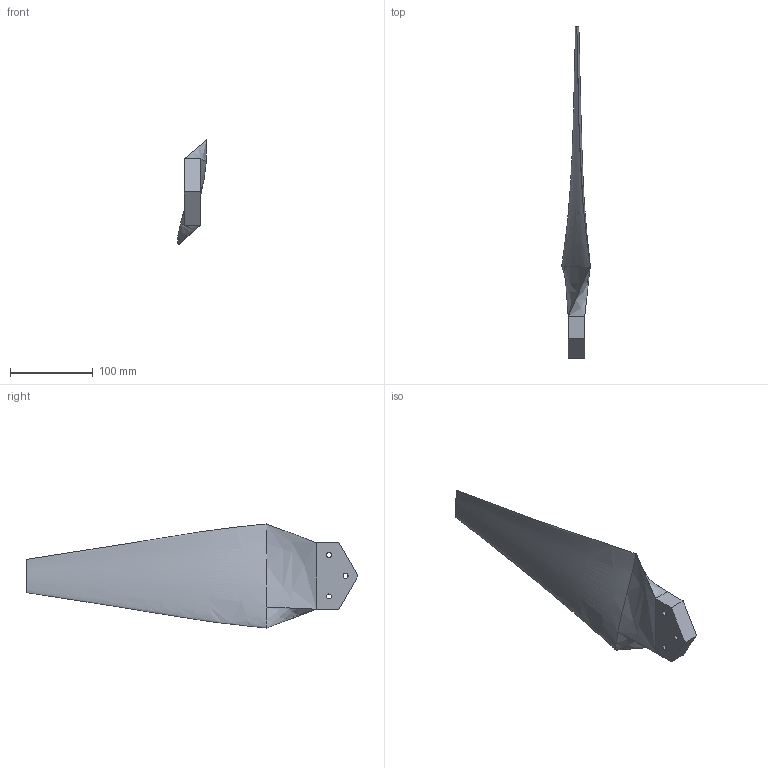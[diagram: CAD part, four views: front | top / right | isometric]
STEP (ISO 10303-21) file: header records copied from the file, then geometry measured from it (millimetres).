
FILE_DESCRIPTION (( 'STEP AP203' ), '1' );
FILE_NAME ('pale_400mm.STEP', '2019-09-21T12:03:19', ( '' ), ( '' ), 'SwSTEP 2.0', 'SolidWorks 2007', '' );
FILE_SCHEMA (( 'CONFIG_CONTROL_DESIGN' ));
Length unit declared in the file: millimetre
Products named in the file (1): pale_400mm
Bounding box: 34.8 x 400 x 125.41 mm (x, y, z)
Volume: 304719 mm3; surface area: 74183 mm2
Topology: 1 solids, 1 shells, 167 faces, 488 edges, 323 vertices
Faces by surface type: bspline 136, plane 25, cylinder 6
Entity records: 14387 total; most frequent: CARTESIAN_POINT 11169, ORIENTED_EDGE 976, EDGE_CURVE 488, B_SPLINE_CURVE_WITH_KNOTS 451, VERTEX_POINT 323, EDGE_LOOP 173, ADVANCED_FACE 167, FACE_OUTER_BOUND 167
